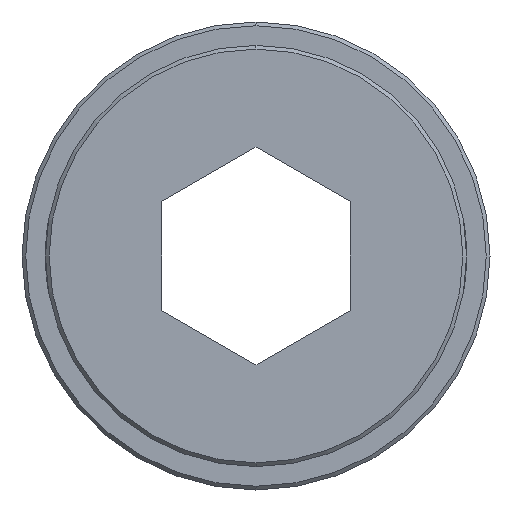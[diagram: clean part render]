
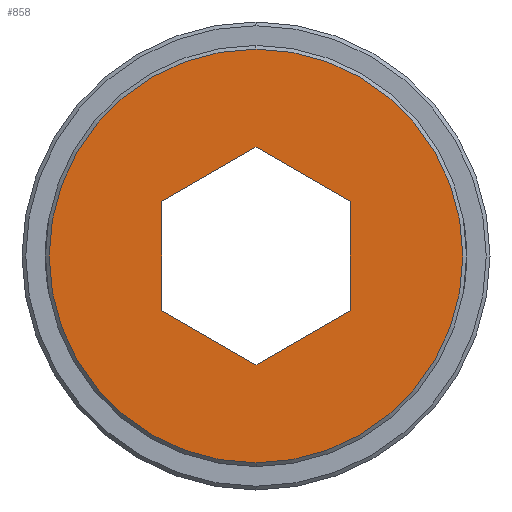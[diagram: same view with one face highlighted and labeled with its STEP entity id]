
A CAD part, left-side view. The second image highlights one B-rep face of the part: STEP entity #858.
In plain terms, the highlighted planar face has unit normal (-1, 0, 0).
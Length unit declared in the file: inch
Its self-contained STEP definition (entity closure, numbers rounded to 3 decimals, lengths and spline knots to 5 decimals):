
#9 = ORIENTED_EDGE ( 'NONE', *, *, #230, .F. ) ;
#49 = FACE_OUTER_BOUND ( 'NONE', #590, .T. ) ;
#76 = DIRECTION ( 'NONE',  ( 0., 0., 1. ) ) ;
#84 = EDGE_CURVE ( 'NONE', #415, #478, #402, .T. ) ;
#107 = LINE ( 'NONE', #489, #599 ) ;
#118 = ORIENTED_EDGE ( 'NONE', *, *, #724, .F. ) ;
#133 = DIRECTION ( 'NONE',  ( 1., 0., 0. ) ) ;
#135 = LINE ( 'NONE', #541, #469 ) ;
#149 = VERTEX_POINT ( 'NONE', #358 ) ;
#170 = CARTESIAN_POINT ( 'NONE',  ( -0.5, 0.252, -0.14549 ) ) ;
#178 = AXIS2_PLACEMENT_3D ( 'NONE', #968, #764, #186 ) ;
#186 = DIRECTION ( 'NONE',  ( 0., 0., -1. ) ) ;
#188 = EDGE_CURVE ( 'NONE', #632, #547, #464, .T. ) ;
#230 = EDGE_CURVE ( 'NONE', #149, #976, #107, .T. ) ;
#236 = ORIENTED_EDGE ( 'NONE', *, *, #514, .F. ) ;
#255 = CARTESIAN_POINT ( 'NONE',  ( -0.5, -0.252, 0.14549 ) ) ;
#294 = EDGE_CURVE ( 'NONE', #315, #632, #897, .T. ) ;
#315 = VERTEX_POINT ( 'NONE', #255 ) ;
#324 = LINE ( 'NONE', #561, #438 ) ;
#355 = AXIS2_PLACEMENT_3D ( 'NONE', #607, #133, #452 ) ;
#358 = CARTESIAN_POINT ( 'NONE',  ( -0.5, 0., -0.29098 ) ) ;
#372 = ORIENTED_EDGE ( 'NONE', *, *, #188, .F. ) ;
#380 = PLANE ( 'NONE',  #355 ) ;
#398 = CARTESIAN_POINT ( 'NONE',  ( -0.5, 0.252, 0.14549 ) ) ;
#402 = CIRCLE ( 'NONE', #178, 0.5525 ) ;
#415 = VERTEX_POINT ( 'NONE', #999 ) ;
#430 = CARTESIAN_POINT ( 'NONE',  ( -0.5, 0., 0. ) ) ;
#438 = VECTOR ( 'NONE', #540, 39.37008 ) ;
#452 = DIRECTION ( 'NONE',  ( 0., 0., -1. ) ) ;
#464 = LINE ( 'NONE', #697, #700 ) ;
#469 = VECTOR ( 'NONE', #927, 39.37008 ) ;
#476 = LINE ( 'NONE', #543, #698 ) ;
#478 = VERTEX_POINT ( 'NONE', #695 ) ;
#489 = CARTESIAN_POINT ( 'NONE',  ( -0.5, 0., -0.29098 ) ) ;
#513 = DIRECTION ( 'NONE',  ( 1., 0., 0. ) ) ;
#514 = EDGE_CURVE ( 'NONE', #688, #149, #135, .T. ) ;
#540 = DIRECTION ( 'NONE',  ( 0., 0., -1. ) ) ;
#541 = CARTESIAN_POINT ( 'NONE',  ( -0.5, 0.252, -0.14549 ) ) ;
#543 = CARTESIAN_POINT ( 'NONE',  ( -0.5, -0.252, 0. ) ) ;
#547 = VERTEX_POINT ( 'NONE', #398 ) ;
#561 = CARTESIAN_POINT ( 'NONE',  ( -0.5, 0.252, 0. ) ) ;
#570 = ORIENTED_EDGE ( 'NONE', *, *, #294, .F. ) ;
#590 = EDGE_LOOP ( 'NONE', ( #118, #663 ) ) ;
#599 = VECTOR ( 'NONE', #730, 39.37008 ) ;
#607 = CARTESIAN_POINT ( 'NONE',  ( -0.5, 0., 0. ) ) ;
#613 = ORIENTED_EDGE ( 'NONE', *, *, #928, .F. ) ;
#630 = CARTESIAN_POINT ( 'NONE',  ( -0.5, 0., 0.29098 ) ) ;
#632 = VERTEX_POINT ( 'NONE', #630 ) ;
#648 = CARTESIAN_POINT ( 'NONE',  ( -0.5, -0.252, -0.14549 ) ) ;
#653 = DIRECTION ( 'NONE',  ( 0., 0.866, -0.5 ) ) ;
#663 = ORIENTED_EDGE ( 'NONE', *, *, #84, .F. ) ;
#688 = VERTEX_POINT ( 'NONE', #170 ) ;
#695 = CARTESIAN_POINT ( 'NONE',  ( -0.5, 0., -0.5525 ) ) ;
#697 = CARTESIAN_POINT ( 'NONE',  ( -0.5, 0., 0.29098 ) ) ;
#698 = VECTOR ( 'NONE', #76, 39.37008 ) ;
#700 = VECTOR ( 'NONE', #653, 39.37008 ) ;
#724 = EDGE_CURVE ( 'NONE', #478, #415, #998, .T. ) ;
#730 = DIRECTION ( 'NONE',  ( 0., -0.866, 0.5 ) ) ;
#746 = DIRECTION ( 'NONE',  ( 0., 0., -1. ) ) ;
#761 = FACE_BOUND ( 'NONE', #783, .T. ) ;
#762 = ORIENTED_EDGE ( 'NONE', *, *, #943, .F. ) ;
#764 = DIRECTION ( 'NONE',  ( 1., 0., 0. ) ) ;
#766 = VECTOR ( 'NONE', #824, 39.37008 ) ;
#783 = EDGE_LOOP ( 'NONE', ( #9, #236, #762, #372, #570, #613 ) ) ;
#824 = DIRECTION ( 'NONE',  ( 0., 0.866, 0.5 ) ) ;
#858 = ADVANCED_FACE ( 'NONE', ( #761, #49 ), #380, .F. ) ;
#897 = LINE ( 'NONE', #957, #766 ) ;
#927 = DIRECTION ( 'NONE',  ( 0., -0.866, -0.5 ) ) ;
#928 = EDGE_CURVE ( 'NONE', #976, #315, #476, .T. ) ;
#943 = EDGE_CURVE ( 'NONE', #547, #688, #324, .T. ) ;
#957 = CARTESIAN_POINT ( 'NONE',  ( -0.5, -0.252, 0.14549 ) ) ;
#968 = CARTESIAN_POINT ( 'NONE',  ( -0.5, 0., 0. ) ) ;
#976 = VERTEX_POINT ( 'NONE', #648 ) ;
#995 = AXIS2_PLACEMENT_3D ( 'NONE', #430, #513, #746 ) ;
#998 = CIRCLE ( 'NONE', #995, 0.5525 ) ;
#999 = CARTESIAN_POINT ( 'NONE',  ( -0.5, 0., 0.5525 ) ) ;
